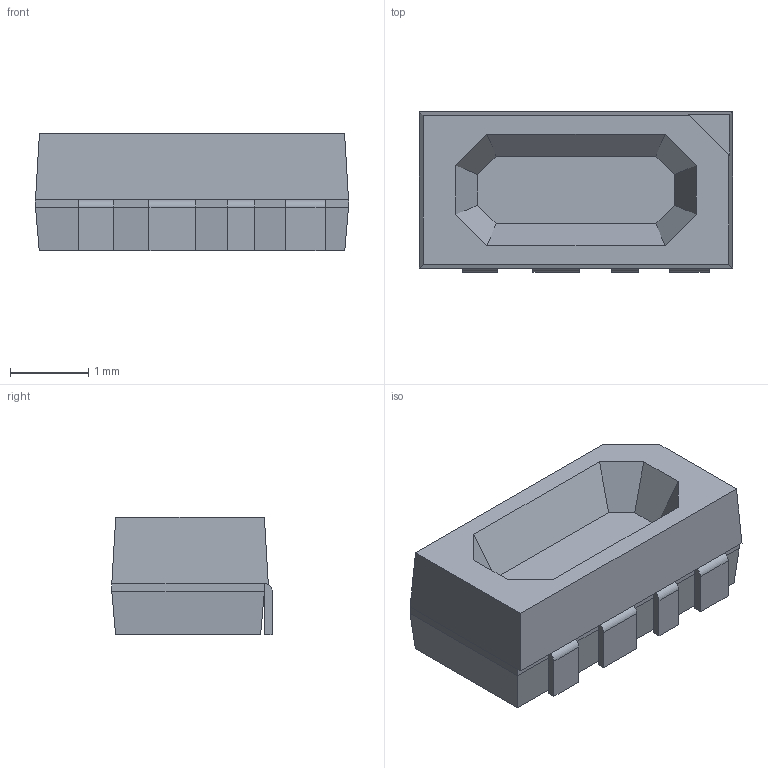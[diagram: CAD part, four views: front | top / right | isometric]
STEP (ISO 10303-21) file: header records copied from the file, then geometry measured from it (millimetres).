
FILE_DESCRIPTION (( 'STEP AP214' ), '1' );
FILE_NAME ('4691.STEP', '2022-09-01T19:08:37', ( '' ), ( '' ), 'SwSTEP 2.0', 'SolidWorks 2017', '' );
FILE_SCHEMA (( 'AUTOMOTIVE_DESIGN' ));
Length unit declared in the file: millimetre
Products named in the file (1): 4691
Bounding box: 4 x 2.05 x 1.5 mm (x, y, z)
Volume: 9.3 mm3; surface area: 45.2 mm2
Topology: 6 solids, 6 shells, 77 faces, 173 edges, 110 vertices
Faces by surface type: plane 69, cylinder 8
Entity records: 2174 total; most frequent: CARTESIAN_POINT 361, ORIENTED_EDGE 346, DIRECTION 345, EDGE_CURVE 173, LINE 157, VECTOR 157, VERTEX_POINT 110, AXIS2_PLACEMENT_3D 94
